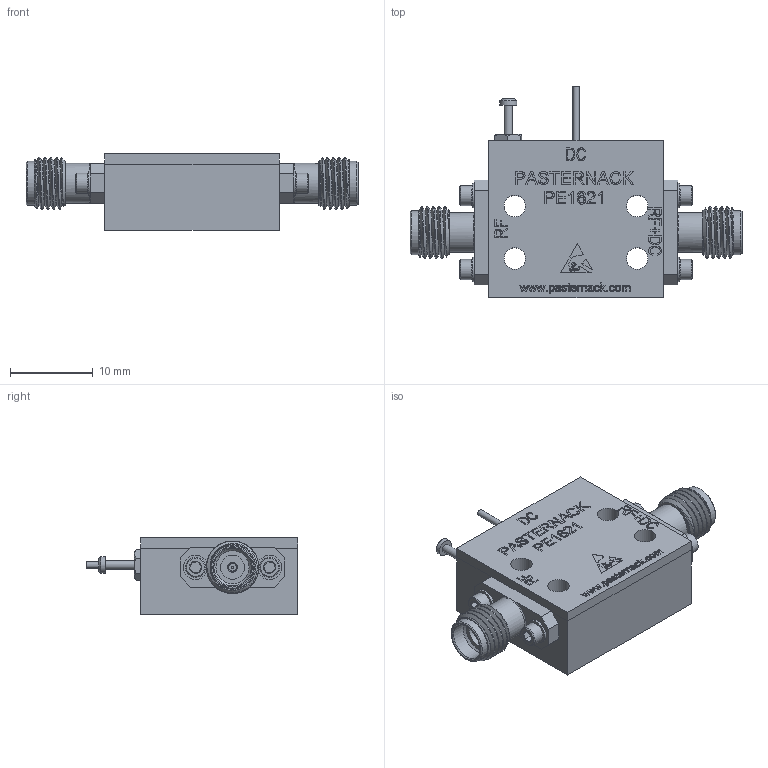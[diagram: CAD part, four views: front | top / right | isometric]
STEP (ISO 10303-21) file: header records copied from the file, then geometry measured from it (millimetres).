
FILE_DESCRIPTION (( 'STEP AP203' ), '1' );
FILE_NAME ('PE1621.step', '2020-01-22T15:51:53', ( '' ), ( '' ), 'SwSTEP 2.0', 'SolidWorks 2018', '' );
FILE_SCHEMA (( 'CONFIG_CONTROL_DESIGN' ));
Length unit declared in the file: inch
Products named in the file (1): PE1621
Bounding box: 40.23 x 25.68 x 9.27 mm (x, y, z)
Volume: 4032 mm3; surface area: 2705.5 mm2
Topology: 1 solids, 7 shells, 912 faces, 2352 edges, 1540 vertices
Faces by surface type: plane 525, bspline 277, cylinder 57, cone 49, torus 4
Full cylindrical faces by diameter (mm): 0.254 x2, 0.762 x1, 0.94 x2, 1.016 x1, 1.194 x4, 1.524 x12, 1.854 x4, 2.032 x1, 2.438 x4, 2.54 x2, 2.6 x4, 2.662 x1, 2.92 x2, 2.946 x4, 4.521 x2, 4.826 x2, 5.334 x2
Entity records: 44088 total; most frequent: CARTESIAN_POINT 24333, ORIENTED_EDGE 4472, DIRECTION 3047, EDGE_CURVE 2236, VERTEX_POINT 1499, LINE 1461, VECTOR 1461, EDGE_LOOP 1077
